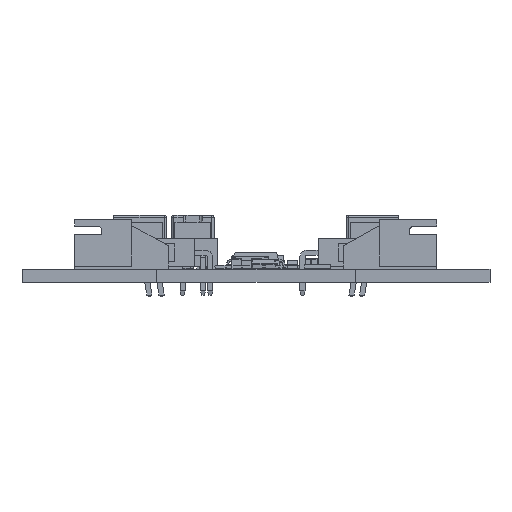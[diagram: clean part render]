
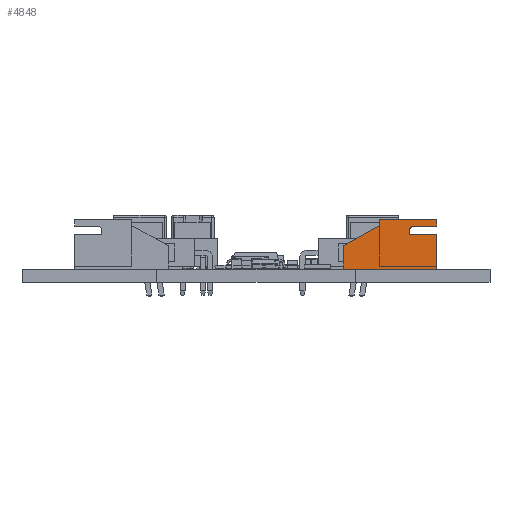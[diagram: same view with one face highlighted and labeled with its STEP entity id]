
A CAD part, front view. The second image highlights one B-rep face of the part: STEP entity #4848.
In plain terms, the highlighted face is planar.
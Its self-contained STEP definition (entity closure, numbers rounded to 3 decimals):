
#4366 = VERTEX_POINT('',#4367);
#4367 = CARTESIAN_POINT('',(-2.45,-2.2,6.1));
#4373 = EDGE_CURVE('',#4366,#4374,#4376,.T.);
#4374 = VERTEX_POINT('',#4375);
#4375 = CARTESIAN_POINT('',(-2.45,-2.2,5.35));
#4376 = LINE('',#4377,#4378);
#4377 = CARTESIAN_POINT('',(-2.45,-2.2,6.1));
#4378 = VECTOR('',#4379,1.);
#4379 = DIRECTION('',(0.,0.,-1.));
#4718 = VERTEX_POINT('',#4719);
#4719 = CARTESIAN_POINT('',(-2.45,-9.2,4.25));
#4725 = EDGE_CURVE('',#4718,#4726,#4728,.T.);
#4726 = VERTEX_POINT('',#4727);
#4727 = CARTESIAN_POINT('',(-2.45,-9.2,0.));
#4728 = LINE('',#4729,#4730);
#4729 = CARTESIAN_POINT('',(-2.45,-9.2,6.1));
#4730 = VECTOR('',#4731,1.);
#4731 = DIRECTION('',(0.,0.,-1.));
#4829 = EDGE_CURVE('',#4374,#4830,#4832,.T.);
#4830 = VERTEX_POINT('',#4831);
#4831 = CARTESIAN_POINT('',(-2.45,2.3,2.85));
#4832 = LINE('',#4833,#4834);
#4833 = CARTESIAN_POINT('',(-2.45,-2.2,5.35));
#4834 = VECTOR('',#4835,1.);
#4835 = DIRECTION('',(0.,0.874,-0.486)
  );
#4848 = ADVANCED_FACE('',(#4849),#4915,.T.);
#4849 = FACE_BOUND('',#4850,.T.);
#4850 = EDGE_LOOP('',(#4851,#4852,#4853,#4861,#4867,#4868,#4876,#4884,
    #4893,#4901,#4909));
#4851 = ORIENTED_EDGE('',*,*,#4373,.T.);
#4852 = ORIENTED_EDGE('',*,*,#4829,.T.);
#4853 = ORIENTED_EDGE('',*,*,#4854,.T.);
#4854 = EDGE_CURVE('',#4830,#4855,#4857,.T.);
#4855 = VERTEX_POINT('',#4856);
#4856 = CARTESIAN_POINT('',(-2.45,2.3,0.));
#4857 = LINE('',#4858,#4859);
#4858 = CARTESIAN_POINT('',(-2.45,2.3,2.85));
#4859 = VECTOR('',#4860,1.);
#4860 = DIRECTION('',(-0.,0.,-1.));
#4861 = ORIENTED_EDGE('',*,*,#4862,.T.);
#4862 = EDGE_CURVE('',#4855,#4726,#4863,.T.);
#4863 = LINE('',#4864,#4865);
#4864 = CARTESIAN_POINT('',(-2.45,2.3,0.));
#4865 = VECTOR('',#4866,1.);
#4866 = DIRECTION('',(0.,-1.,0.));
#4867 = ORIENTED_EDGE('',*,*,#4725,.F.);
#4868 = ORIENTED_EDGE('',*,*,#4869,.F.);
#4869 = EDGE_CURVE('',#4870,#4718,#4872,.T.);
#4870 = VERTEX_POINT('',#4871);
#4871 = CARTESIAN_POINT('',(-2.45,-5.85,4.25));
#4872 = LINE('',#4873,#4874);
#4873 = CARTESIAN_POINT('',(-2.45,-4.025,4.25));
#4874 = VECTOR('',#4875,1.);
#4875 = DIRECTION('',(0.,-1.,0.));
#4876 = ORIENTED_EDGE('',*,*,#4877,.F.);
#4877 = EDGE_CURVE('',#4878,#4870,#4880,.T.);
#4878 = VERTEX_POINT('',#4879);
#4879 = CARTESIAN_POINT('',(-2.45,-5.85,4.75));
#4880 = LINE('',#4881,#4882);
#4881 = CARTESIAN_POINT('',(-2.45,-5.85,5.425));
#4882 = VECTOR('',#4883,1.);
#4883 = DIRECTION('',(0.,0.,-1.));
#4884 = ORIENTED_EDGE('',*,*,#4885,.T.);
#4885 = EDGE_CURVE('',#4878,#4886,#4888,.T.);
#4886 = VERTEX_POINT('',#4887);
#4887 = CARTESIAN_POINT('',(-2.45,-6.35,5.25));
#4888 = CIRCLE('',#4889,0.5);
#4889 = AXIS2_PLACEMENT_3D('',#4890,#4891,#4892);
#4890 = CARTESIAN_POINT('',(-2.45,-6.35,4.75));
#4891 = DIRECTION('',(1.,0.,0.));
#4892 = DIRECTION('',(0.,0.,1.));
#4893 = ORIENTED_EDGE('',*,*,#4894,.F.);
#4894 = EDGE_CURVE('',#4895,#4886,#4897,.T.);
#4895 = VERTEX_POINT('',#4896);
#4896 = CARTESIAN_POINT('',(-2.45,-9.2,5.25));
#4897 = LINE('',#4898,#4899);
#4898 = CARTESIAN_POINT('',(-2.45,-5.7,5.25));
#4899 = VECTOR('',#4900,1.);
#4900 = DIRECTION('',(0.,1.,0.));
#4901 = ORIENTED_EDGE('',*,*,#4902,.F.);
#4902 = EDGE_CURVE('',#4903,#4895,#4905,.T.);
#4903 = VERTEX_POINT('',#4904);
#4904 = CARTESIAN_POINT('',(-2.45,-9.2,6.1));
#4905 = LINE('',#4906,#4907);
#4906 = CARTESIAN_POINT('',(-2.45,-9.2,6.1));
#4907 = VECTOR('',#4908,1.);
#4908 = DIRECTION('',(0.,0.,-1.));
#4909 = ORIENTED_EDGE('',*,*,#4910,.F.);
#4910 = EDGE_CURVE('',#4366,#4903,#4911,.T.);
#4911 = LINE('',#4912,#4913);
#4912 = CARTESIAN_POINT('',(-2.45,-2.2,6.1));
#4913 = VECTOR('',#4914,1.);
#4914 = DIRECTION('',(0.,-1.,0.));
#4915 = PLANE('',#4916);
#4916 = AXIS2_PLACEMENT_3D('',#4917,#4918,#4919);
#4917 = CARTESIAN_POINT('',(-2.45,-4.427,3.048));
#4918 = DIRECTION('',(-1.,0.,0.));
#4919 = DIRECTION('',(0.,0.,1.));
